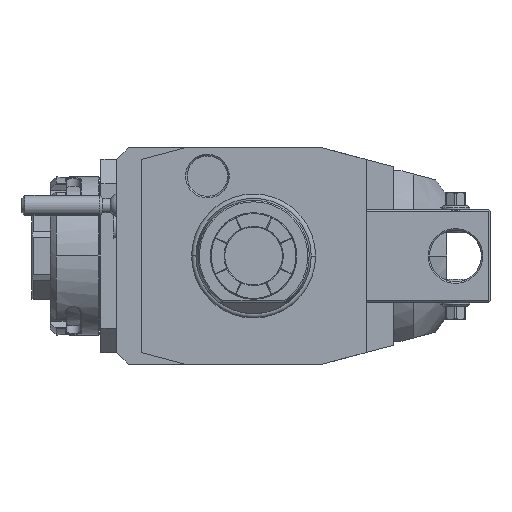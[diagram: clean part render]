
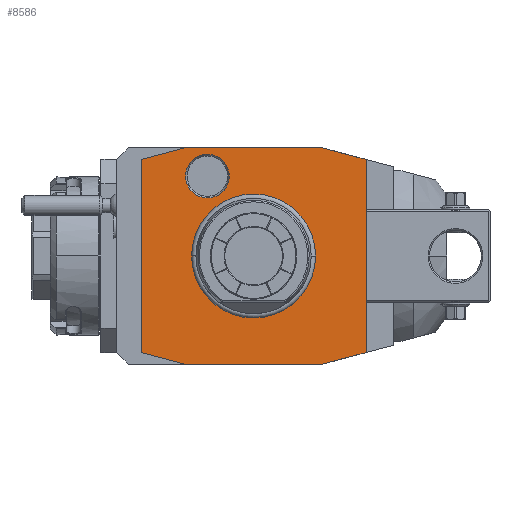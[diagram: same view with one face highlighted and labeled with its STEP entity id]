
A CAD part, front view. The second image highlights one B-rep face of the part: STEP entity #8586.
In plain terms, the highlighted planar face has unit normal (0, -1, 0).
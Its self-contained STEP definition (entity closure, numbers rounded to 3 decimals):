
#1=DIRECTION('',(-1.,0.,0.));
#2=VECTOR('',#1,48.);
#3=CARTESIAN_POINT('',(24.,0.,37.5));
#4=LINE('',#3,#2);
#5=DIRECTION('',(-0.966,0.,0.259));
#6=VECTOR('',#5,15.529);
#7=CARTESIAN_POINT('',(39.,0.,33.481));
#8=LINE('',#7,#6);
#9=DIRECTION('',(0.,0.,1.));
#10=VECTOR('',#9,66.962);
#11=CARTESIAN_POINT('',(39.,0.,-33.481));
#12=LINE('',#11,#10);
#13=DIRECTION('',(0.966,0.,0.259));
#14=VECTOR('',#13,15.529);
#15=CARTESIAN_POINT('',(24.,0.,-37.5));
#16=LINE('',#15,#14);
#17=DIRECTION('',(1.,0.,0.));
#18=VECTOR('',#17,48.);
#19=CARTESIAN_POINT('',(-24.,0.,-37.5));
#20=LINE('',#19,#18);
#21=DIRECTION('',(0.966,0.,-0.259));
#22=VECTOR('',#21,15.529);
#23=CARTESIAN_POINT('',(-39.,0.,-33.481));
#24=LINE('',#23,#22);
#25=DIRECTION('',(0.,0.,-1.));
#26=VECTOR('',#25,66.962);
#27=CARTESIAN_POINT('',(-39.,0.,33.481));
#28=LINE('',#27,#26);
#29=DIRECTION('',(-0.966,0.,-0.259));
#30=VECTOR('',#29,15.529);
#31=CARTESIAN_POINT('',(-24.,0.,37.5));
#32=LINE('',#31,#30);
#33=CARTESIAN_POINT('',(-16.,0.,27.713));
#34=DIRECTION('',(0.,1.,0.));
#35=DIRECTION('',(1.,0.,0.));
#36=AXIS2_PLACEMENT_3D('',#33,#34,#35);
#38=CARTESIAN_POINT('',(-16.,0.,27.713));
#39=DIRECTION('',(0.,1.,0.));
#40=DIRECTION('',(-1.,0.,0.));
#41=AXIS2_PLACEMENT_3D('',#38,#39,#40);
#5347=CARTESIAN_POINT('',(0.,0.,0.));
#5348=DIRECTION('',(0.,1.,0.));
#5349=DIRECTION('',(-1.,0.,0.));
#5350=AXIS2_PLACEMENT_3D('',#5347,#5348,#5349);
#5352=CARTESIAN_POINT('',(0.,0.,0.));
#5353=DIRECTION('',(0.,1.,0.));
#5354=DIRECTION('',(1.,0.,0.));
#5355=AXIS2_PLACEMENT_3D('',#5352,#5353,#5354);
#7538=CARTESIAN_POINT('',(-8.423,0.,27.713));
#7539=CARTESIAN_POINT('',(-23.577,0.,27.713));
#7540=VERTEX_POINT('',#7538);
#7541=VERTEX_POINT('',#7539);
#8353=CARTESIAN_POINT('',(24.,0.,37.5));
#8354=CARTESIAN_POINT('',(-24.,0.,37.5));
#8355=VERTEX_POINT('',#8353);
#8356=VERTEX_POINT('',#8354);
#8357=CARTESIAN_POINT('',(39.,0.,-33.481));
#8358=CARTESIAN_POINT('',(39.,0.,33.481));
#8359=VERTEX_POINT('',#8357);
#8360=VERTEX_POINT('',#8358);
#8361=CARTESIAN_POINT('',(-39.,0.,-33.481));
#8362=CARTESIAN_POINT('',(-24.,0.,-37.5));
#8363=VERTEX_POINT('',#8361);
#8364=VERTEX_POINT('',#8362);
#8365=CARTESIAN_POINT('',(-39.,0.,33.481));
#8366=VERTEX_POINT('',#8365);
#8391=CARTESIAN_POINT('',(24.,0.,-37.5));
#8392=VERTEX_POINT('',#8391);
#8433=CARTESIAN_POINT('',(-21.137,0.,0.));
#8434=CARTESIAN_POINT('',(21.137,0.,0.));
#8435=VERTEX_POINT('',#8433);
#8436=VERTEX_POINT('',#8434);
#8551=CARTESIAN_POINT('',(0.,0.,0.));
#8552=DIRECTION('',(0.,-1.,0.));
#8553=DIRECTION('',(-1.,0.,0.));
#8554=AXIS2_PLACEMENT_3D('',#8551,#8552,#8553);
#8555=PLANE('',#8554);
#8557=ORIENTED_EDGE('',*,*,#8556,.F.);
#8559=ORIENTED_EDGE('',*,*,#8558,.F.);
#8561=ORIENTED_EDGE('',*,*,#8560,.F.);
#8563=ORIENTED_EDGE('',*,*,#8562,.F.);
#8565=ORIENTED_EDGE('',*,*,#8564,.F.);
#8567=ORIENTED_EDGE('',*,*,#8566,.F.);
#8569=ORIENTED_EDGE('',*,*,#8568,.F.);
#8571=ORIENTED_EDGE('',*,*,#8570,.F.);
#8572=EDGE_LOOP('',(#8557,#8559,#8561,#8563,#8565,#8567,#8569,#8571));
#8573=FACE_OUTER_BOUND('',#8572,.F.);
#8575=ORIENTED_EDGE('',*,*,#8574,.F.);
#8577=ORIENTED_EDGE('',*,*,#8576,.F.);
#8578=EDGE_LOOP('',(#8575,#8577));
#8579=FACE_BOUND('',#8578,.F.);
#8581=ORIENTED_EDGE('',*,*,#8580,.F.);
#8583=ORIENTED_EDGE('',*,*,#8582,.F.);
#8584=EDGE_LOOP('',(#8581,#8583));
#8585=FACE_BOUND('',#8584,.F.);
#37=CIRCLE('',#36,7.577);
#42=CIRCLE('',#41,7.577);
#5351=CIRCLE('',#5350,21.137);
#5356=CIRCLE('',#5355,21.137);
#8556=EDGE_CURVE('',#8355,#8356,#4,.T.);
#8558=EDGE_CURVE('',#8360,#8355,#8,.T.);
#8560=EDGE_CURVE('',#8359,#8360,#12,.T.);
#8562=EDGE_CURVE('',#8392,#8359,#16,.T.);
#8564=EDGE_CURVE('',#8364,#8392,#20,.T.);
#8566=EDGE_CURVE('',#8363,#8364,#24,.T.);
#8568=EDGE_CURVE('',#8366,#8363,#28,.T.);
#8570=EDGE_CURVE('',#8356,#8366,#32,.T.);
#8574=EDGE_CURVE('',#8435,#8436,#5351,.T.);
#8576=EDGE_CURVE('',#8436,#8435,#5356,.T.);
#8580=EDGE_CURVE('',#7540,#7541,#37,.T.);
#8582=EDGE_CURVE('',#7541,#7540,#42,.T.);
#8586=ADVANCED_FACE('',(#8573,#8579,#8585),#8555,.T.);
